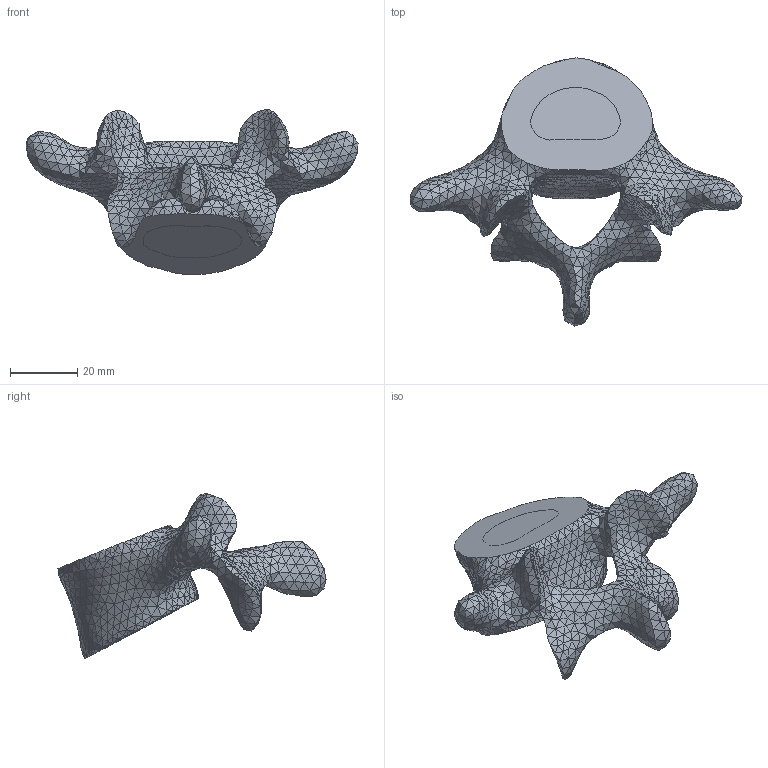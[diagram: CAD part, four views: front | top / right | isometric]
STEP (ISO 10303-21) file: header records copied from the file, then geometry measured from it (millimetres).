
FILE_DESCRIPTION(/* description */ (''),/* implementation_level */ '2;1');
FILE_NAME(/* name */ 'L5 (1).step',/* time_stamp */ '2024-06-06T23:34:35-04:00',/* author */ (''),/* organization */ (''),/* preprocessor_version */ 'ST-DEVELOPER v20',/* originating_system */ 'Autodesk Translation Framework v13.14.0.145',/* authorisation */ '');
FILE_SCHEMA (('AUTOMOTIVE_DESIGN { 1 0 10303 214 3 1 1 }'));
Products named in the file (1): L5 (1)
Bounding box: 98.76 x 79.78 x 49.22 mm (x, y, z)
Volume: 50710 mm3; surface area: 12307.2 mm2
Topology: 1 solids, 1 shells, 2900 faces, 4729 edges, 1831 vertices
Faces by surface type: plane 2900
Entity records: 60010 total; most frequent: DIRECTION 10531, CARTESIAN_POINT 9461, ORIENTED_EDGE 9458, LINE 4729, VECTOR 4729, EDGE_CURVE 4729, EDGE_LOOP 2902, AXIS2_PLACEMENT_3D 2901
